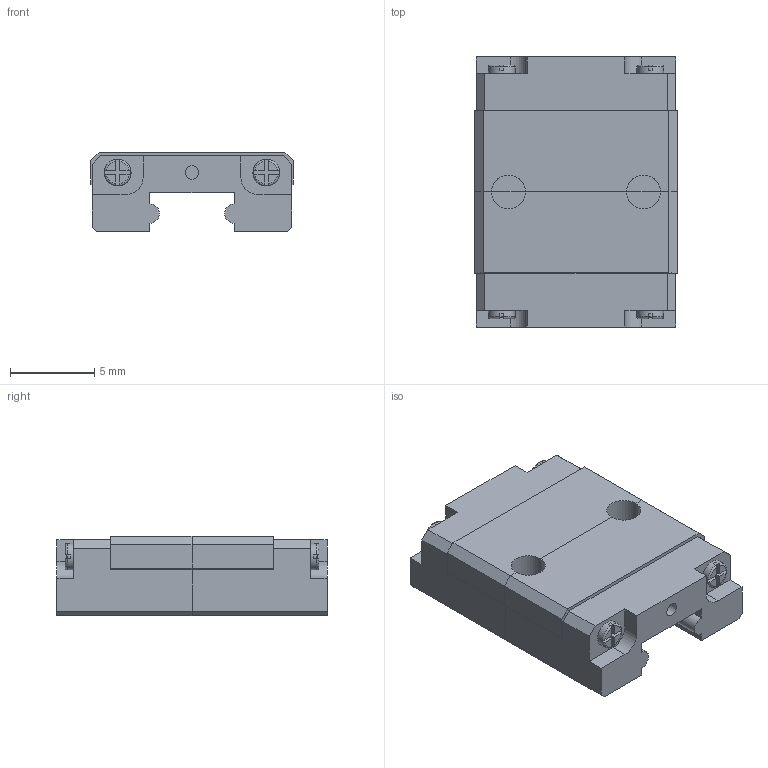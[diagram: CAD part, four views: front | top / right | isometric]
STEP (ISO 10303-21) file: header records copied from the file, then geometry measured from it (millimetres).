
FILE_DESCRIPTION(('FreeCAD Model'),'2;1');
FILE_NAME('Open CASCADE Shape Model','2024-08-27T18:08:15',(''),(''), 'Open CASCADE STEP processor 7.6','FreeCAD','Unknown');
FILE_SCHEMA(('AUTOMOTIVE_DESIGN { 1 0 10303 214 1 1 1 1 }'));
Length unit declared in the file: millimetre
Products named in the file (1): MGN5C
Bounding box: 12 x 16 x 4.7 mm (x, y, z)
Volume: 664.4 mm3; surface area: 755.5 mm2
Topology: 1 solids, 1 shells, 186 faces, 446 edges, 268 vertices
Faces by surface type: plane 132, torus 36, cylinder 18
Full cylindrical faces by diameter (mm): 0.8 x2, 1.58 x4
Entity records: 14038 total; most frequent: CARTESIAN_POINT 5217, DIRECTION 1580, LINE 1012, VECTOR 1012, ORIENTED_EDGE 892, PCURVE 892, DEFINITIONAL_REPRESENTATION 892, EDGE_CURVE 446
